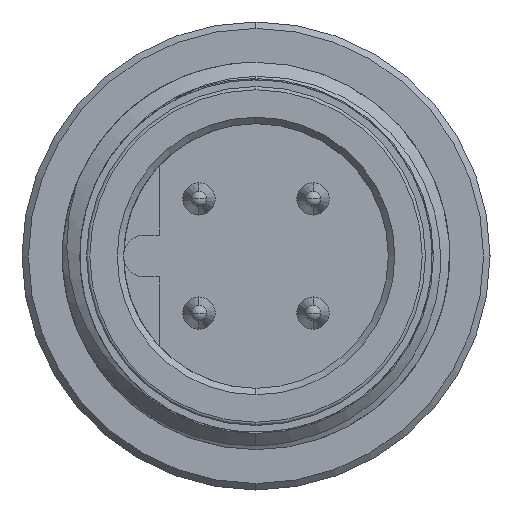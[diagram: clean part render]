
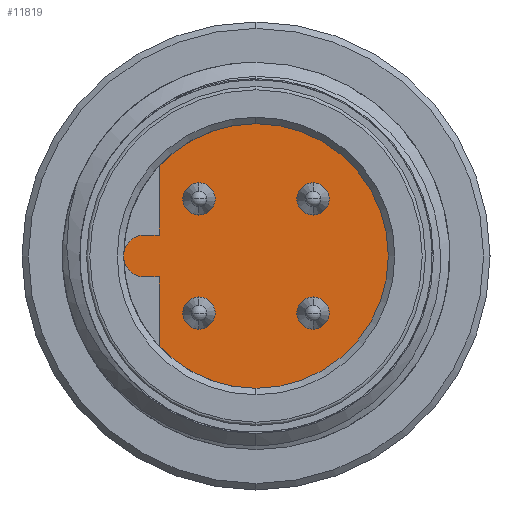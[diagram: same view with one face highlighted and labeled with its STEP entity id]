
A CAD part, left-side view. The second image highlights one B-rep face of the part: STEP entity #11819.
In plain terms, the highlighted planar face has unit normal (-1, 0, 0).
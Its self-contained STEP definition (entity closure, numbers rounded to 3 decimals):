
#58 = ORIENTED_EDGE ( 'NONE', *, *, #14702, .T. ) ;
#99 = AXIS2_PLACEMENT_3D ( 'NONE', #11630, #26382, #10090 ) ;
#238 = CIRCLE ( 'NONE', #676, 4.1 ) ;
#256 = EDGE_CURVE ( 'NONE', #17544, #23639, #13675, .T. ) ;
#274 = DIRECTION ( 'NONE',  ( 0., 0., -1. ) ) ;
#491 = CARTESIAN_POINT ( 'NONE',  ( 0., 3., -0.65 ) ) ;
#588 = VERTEX_POINT ( 'NONE', #19177 ) ;
#676 = AXIS2_PLACEMENT_3D ( 'NONE', #4871, #4739, #8712 ) ;
#793 = FACE_BOUND ( 'NONE', #5175, .T. ) ;
#898 = CARTESIAN_POINT ( 'NONE',  ( 0., -1.768, -1.768 ) ) ;
#1102 = EDGE_CURVE ( 'NONE', #3299, #11384, #19553, .T. ) ;
#1381 = VERTEX_POINT ( 'NONE', #24866 ) ;
#1464 = CARTESIAN_POINT ( 'NONE',  ( 0., 0., -4.1 ) ) ;
#1536 = AXIS2_PLACEMENT_3D ( 'NONE', #8525, #2353, #274 ) ;
#2188 = LINE ( 'NONE', #4386, #19188 ) ;
#2248 = AXIS2_PLACEMENT_3D ( 'NONE', #25484, #23581, #17398 ) ;
#2353 = DIRECTION ( 'NONE',  ( 1., 0., 0. ) ) ;
#2384 = ORIENTED_EDGE ( 'NONE', *, *, #26912, .F. ) ;
#2432 = EDGE_CURVE ( 'NONE', #11869, #17196, #15904, .T. ) ;
#2727 = FACE_BOUND ( 'NONE', #5701, .T. ) ;
#2785 = AXIS2_PLACEMENT_3D ( 'NONE', #898, #23851, #5061 ) ;
#2897 = CARTESIAN_POINT ( 'NONE',  ( 0., 1.768, -1.768 ) ) ;
#2934 = CARTESIAN_POINT ( 'NONE',  ( 0., 1.768, 2.268 ) ) ;
#2943 = ORIENTED_EDGE ( 'NONE', *, *, #5220, .T. ) ;
#3000 = DIRECTION ( 'NONE',  ( 1., 0., 0. ) ) ;
#3093 = EDGE_LOOP ( 'NONE', ( #16367, #3239, #19972, #9791, #23041, #4964, #5438, #2384 ) ) ;
#3239 = ORIENTED_EDGE ( 'NONE', *, *, #5685, .T. ) ;
#3299 = VERTEX_POINT ( 'NONE', #8870 ) ;
#3629 = CARTESIAN_POINT ( 'NONE',  ( 0., 1.768, -2.268 ) ) ;
#4030 = ORIENTED_EDGE ( 'NONE', *, *, #25066, .T. ) ;
#4234 = EDGE_LOOP ( 'NONE', ( #4030, #11425 ) ) ;
#4341 = CARTESIAN_POINT ( 'NONE',  ( 0., 0., 0. ) ) ;
#4386 = CARTESIAN_POINT ( 'NONE',  ( 0., 3., -2.795 ) ) ;
#4671 = DIRECTION ( 'NONE',  ( 1., 0., 0. ) ) ;
#4739 = DIRECTION ( 'NONE',  ( -1., 0., 0. ) ) ;
#4804 = FACE_OUTER_BOUND ( 'NONE', #3093, .T. ) ;
#4871 = CARTESIAN_POINT ( 'NONE',  ( 0., 0., 0. ) ) ;
#4964 = ORIENTED_EDGE ( 'NONE', *, *, #14218, .F. ) ;
#5061 = DIRECTION ( 'NONE',  ( 0., 0., -1. ) ) ;
#5175 = EDGE_LOOP ( 'NONE', ( #58, #26635 ) ) ;
#5220 = EDGE_CURVE ( 'NONE', #17196, #11869, #12963, .T. ) ;
#5438 = ORIENTED_EDGE ( 'NONE', *, *, #17836, .F. ) ;
#5647 = CARTESIAN_POINT ( 'NONE',  ( 0., 3., 0.65 ) ) ;
#5685 = EDGE_CURVE ( 'NONE', #8714, #8494, #238, .T. ) ;
#5701 = EDGE_LOOP ( 'NONE', ( #6477, #2943 ) ) ;
#5823 = VECTOR ( 'NONE', #6662, 1000. ) ;
#6264 = ORIENTED_EDGE ( 'NONE', *, *, #256, .T. ) ;
#6426 = EDGE_CURVE ( 'NONE', #23639, #17544, #9570, .T. ) ;
#6477 = ORIENTED_EDGE ( 'NONE', *, *, #2432, .T. ) ;
#6662 = DIRECTION ( 'NONE',  ( 0., 0., -1. ) ) ;
#6795 = CIRCLE ( 'NONE', #17302, 0.5 ) ;
#7095 = VERTEX_POINT ( 'NONE', #491 ) ;
#7829 = DIRECTION ( 'NONE',  ( 0., 0., -1. ) ) ;
#8194 = VECTOR ( 'NONE', #25200, 1000. ) ;
#8233 = DIRECTION ( 'NONE',  ( 1., 0., 0. ) ) ;
#8380 = CIRCLE ( 'NONE', #2248, 0.5 ) ;
#8491 = CIRCLE ( 'NONE', #2785, 0.5 ) ;
#8494 = VERTEX_POINT ( 'NONE', #17409 ) ;
#8525 = CARTESIAN_POINT ( 'NONE',  ( 0., -1.768, 1.768 ) ) ;
#8679 = VERTEX_POINT ( 'NONE', #19741 ) ;
#8712 = DIRECTION ( 'NONE',  ( 0., 0., 1. ) ) ;
#8714 = VERTEX_POINT ( 'NONE', #1464 ) ;
#8870 = CARTESIAN_POINT ( 'NONE',  ( 0., 3., 2.795 ) ) ;
#8955 = EDGE_CURVE ( 'NONE', #11384, #20613, #25461, .T. ) ;
#9180 = PLANE ( 'NONE',  #25396 ) ;
#9206 = DIRECTION ( 'NONE',  ( 1., 0., 0. ) ) ;
#9570 = CIRCLE ( 'NONE', #18311, 0.5 ) ;
#9791 = ORIENTED_EDGE ( 'NONE', *, *, #1102, .T. ) ;
#10090 = DIRECTION ( 'NONE',  ( 0., 0., -1. ) ) ;
#10162 = CARTESIAN_POINT ( 'NONE',  ( 0., 1.768, 1.768 ) ) ;
#10200 = EDGE_LOOP ( 'NONE', ( #6264, #16750 ) ) ;
#10432 = AXIS2_PLACEMENT_3D ( 'NONE', #26854, #26446, #13866 ) ;
#10622 = CARTESIAN_POINT ( 'NONE',  ( 0., -1.768, -2.268 ) ) ;
#10749 = CARTESIAN_POINT ( 'NONE',  ( 0., 3.45, -0.65 ) ) ;
#11384 = VERTEX_POINT ( 'NONE', #5647 ) ;
#11425 = ORIENTED_EDGE ( 'NONE', *, *, #24104, .T. ) ;
#11473 = DIRECTION ( 'NONE',  ( 0., 0., 1. ) ) ;
#11630 = CARTESIAN_POINT ( 'NONE',  ( 0., 1.768, -1.768 ) ) ;
#11784 = DIRECTION ( 'NONE',  ( 1., 0., 0. ) ) ;
#11819 = ADVANCED_FACE ( 'NONE', ( #23471, #13308, #793, #2727, #4804 ), #9180, .F. ) ;
#11869 = VERTEX_POINT ( 'NONE', #13848 ) ;
#12963 = CIRCLE ( 'NONE', #15149, 0.5 ) ;
#13134 = CARTESIAN_POINT ( 'NONE',  ( 0., 3.45, 0.65 ) ) ;
#13170 = DIRECTION ( 'NONE',  ( 0., 0., -1. ) ) ;
#13308 = FACE_BOUND ( 'NONE', #4234, .T. ) ;
#13339 = DIRECTION ( 'NONE',  ( 0., 0., -1. ) ) ;
#13675 = CIRCLE ( 'NONE', #16742, 0.5 ) ;
#13848 = CARTESIAN_POINT ( 'NONE',  ( 0., 1.768, -1.268 ) ) ;
#13866 = DIRECTION ( 'NONE',  ( 0., 0., 1. ) ) ;
#14150 = AXIS2_PLACEMENT_3D ( 'NONE', #4341, #26235, #11473 ) ;
#14183 = VERTEX_POINT ( 'NONE', #10622 ) ;
#14218 = EDGE_CURVE ( 'NONE', #588, #20613, #19774, .T. ) ;
#14702 = EDGE_CURVE ( 'NONE', #21947, #14183, #8380, .T. ) ;
#14973 = CARTESIAN_POINT ( 'NONE',  ( 0., 3.45, 0.65 ) ) ;
#15149 = AXIS2_PLACEMENT_3D ( 'NONE', #2897, #9206, #13339 ) ;
#15234 = CARTESIAN_POINT ( 'NONE',  ( 0., 4.1, 0. ) ) ;
#15904 = CIRCLE ( 'NONE', #99, 0.5 ) ;
#16367 = ORIENTED_EDGE ( 'NONE', *, *, #20996, .T. ) ;
#16495 = DIRECTION ( 'NONE',  ( 0., 1., 0. ) ) ;
#16742 = AXIS2_PLACEMENT_3D ( 'NONE', #21820, #3000, #26027 ) ;
#16750 = ORIENTED_EDGE ( 'NONE', *, *, #6426, .T. ) ;
#17196 = VERTEX_POINT ( 'NONE', #3629 ) ;
#17300 = VECTOR ( 'NONE', #16495, 1000. ) ;
#17302 = AXIS2_PLACEMENT_3D ( 'NONE', #17796, #11784, #26139 ) ;
#17398 = DIRECTION ( 'NONE',  ( 0., 0., -1. ) ) ;
#17409 = CARTESIAN_POINT ( 'NONE',  ( 0., 0., 4.1 ) ) ;
#17544 = VERTEX_POINT ( 'NONE', #2934 ) ;
#17613 = CARTESIAN_POINT ( 'NONE',  ( 0., 3., 2.795 ) ) ;
#17796 = CARTESIAN_POINT ( 'NONE',  ( 0., -1.768, 1.768 ) ) ;
#17836 = EDGE_CURVE ( 'NONE', #7095, #588, #27033, .T. ) ;
#18311 = AXIS2_PLACEMENT_3D ( 'NONE', #10162, #8233, #7829 ) ;
#18965 = CIRCLE ( 'NONE', #14150, 4.1 ) ;
#19177 = CARTESIAN_POINT ( 'NONE',  ( 0., 3.45, -0.65 ) ) ;
#19188 = VECTOR ( 'NONE', #21136, 1000. ) ;
#19553 = LINE ( 'NONE', #17613, #5823 ) ;
#19636 = CIRCLE ( 'NONE', #10432, 4.1 ) ;
#19741 = CARTESIAN_POINT ( 'NONE',  ( 0., 3., -2.795 ) ) ;
#19774 = CIRCLE ( 'NONE', #22388, 0.65 ) ;
#19972 = ORIENTED_EDGE ( 'NONE', *, *, #26746, .T. ) ;
#20613 = VERTEX_POINT ( 'NONE', #14973 ) ;
#20996 = EDGE_CURVE ( 'NONE', #8679, #8714, #18965, .T. ) ;
#21136 = DIRECTION ( 'NONE',  ( 0., 0., 1. ) ) ;
#21191 = DIRECTION ( 'NONE',  ( 1., 0., 0. ) ) ;
#21767 = CARTESIAN_POINT ( 'NONE',  ( 0., 1.768, 1.268 ) ) ;
#21820 = CARTESIAN_POINT ( 'NONE',  ( 0., 1.768, 1.768 ) ) ;
#21947 = VERTEX_POINT ( 'NONE', #25082 ) ;
#22388 = AXIS2_PLACEMENT_3D ( 'NONE', #25414, #21191, #25290 ) ;
#22977 = EDGE_CURVE ( 'NONE', #14183, #21947, #8491, .T. ) ;
#23041 = ORIENTED_EDGE ( 'NONE', *, *, #8955, .T. ) ;
#23333 = VERTEX_POINT ( 'NONE', #24912 ) ;
#23471 = FACE_BOUND ( 'NONE', #10200, .T. ) ;
#23581 = DIRECTION ( 'NONE',  ( 1., 0., 0. ) ) ;
#23639 = VERTEX_POINT ( 'NONE', #21767 ) ;
#23851 = DIRECTION ( 'NONE',  ( 1., 0., 0. ) ) ;
#24104 = EDGE_CURVE ( 'NONE', #1381, #23333, #6795, .T. ) ;
#24866 = CARTESIAN_POINT ( 'NONE',  ( 0., -1.768, 1.268 ) ) ;
#24912 = CARTESIAN_POINT ( 'NONE',  ( 0., -1.768, 2.268 ) ) ;
#25066 = EDGE_CURVE ( 'NONE', #23333, #1381, #25209, .T. ) ;
#25082 = CARTESIAN_POINT ( 'NONE',  ( 0., -1.768, -1.268 ) ) ;
#25200 = DIRECTION ( 'NONE',  ( 0., 1., 0. ) ) ;
#25209 = CIRCLE ( 'NONE', #1536, 0.5 ) ;
#25290 = DIRECTION ( 'NONE',  ( 0., 0., 1. ) ) ;
#25396 = AXIS2_PLACEMENT_3D ( 'NONE', #15234, #4671, #13170 ) ;
#25414 = CARTESIAN_POINT ( 'NONE',  ( 0., 3.45, 0. ) ) ;
#25461 = LINE ( 'NONE', #13134, #8194 ) ;
#25484 = CARTESIAN_POINT ( 'NONE',  ( 0., -1.768, -1.768 ) ) ;
#26027 = DIRECTION ( 'NONE',  ( 0., 0., -1. ) ) ;
#26139 = DIRECTION ( 'NONE',  ( 0., 0., -1. ) ) ;
#26235 = DIRECTION ( 'NONE',  ( -1., 0., 0. ) ) ;
#26382 = DIRECTION ( 'NONE',  ( 1., 0., 0. ) ) ;
#26446 = DIRECTION ( 'NONE',  ( -1., 0., 0. ) ) ;
#26635 = ORIENTED_EDGE ( 'NONE', *, *, #22977, .T. ) ;
#26746 = EDGE_CURVE ( 'NONE', #8494, #3299, #19636, .T. ) ;
#26854 = CARTESIAN_POINT ( 'NONE',  ( 0., 0., 0. ) ) ;
#26912 = EDGE_CURVE ( 'NONE', #8679, #7095, #2188, .T. ) ;
#27033 = LINE ( 'NONE', #10749, #17300 ) ;
